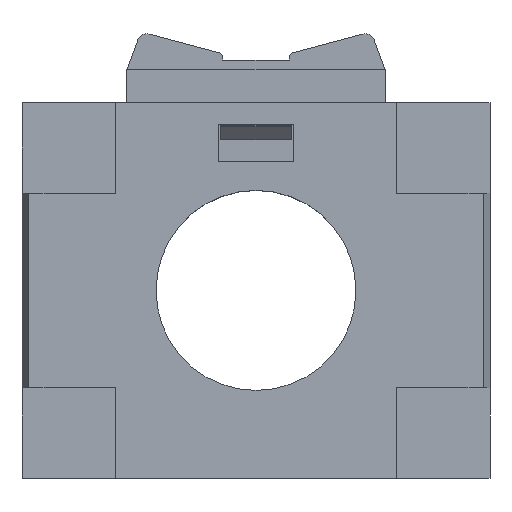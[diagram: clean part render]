
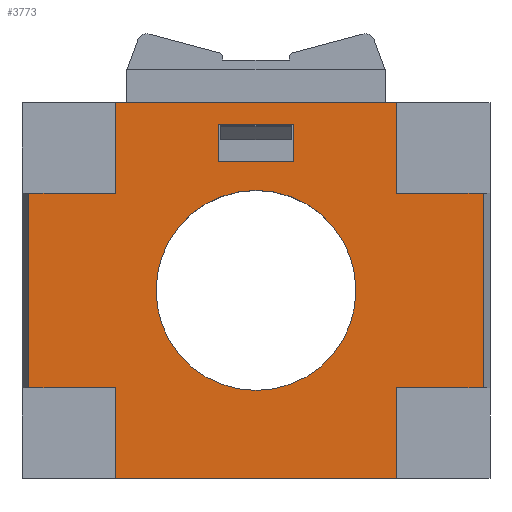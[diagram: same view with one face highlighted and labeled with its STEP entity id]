
A CAD part, top view. The second image highlights one B-rep face of the part: STEP entity #3773.
In plain terms, the highlighted planar face has unit normal (0, 0, 1).
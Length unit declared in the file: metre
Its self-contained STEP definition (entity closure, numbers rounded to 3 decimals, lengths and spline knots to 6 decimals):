
#343=DIRECTION('',(1.,0.,0.));
#344=VECTOR('',#343,0.009172);
#345=CARTESIAN_POINT('',(0.01485,-0.0103,0.));
#346=LINE('',#345,#344);
#347=DIRECTION('',(0.,1.,0.));
#348=VECTOR('',#347,0.00955);
#349=CARTESIAN_POINT('',(0.01485,-0.01985,0.));
#350=LINE('',#349,#348);
#351=DIRECTION('',(1.,0.,0.));
#352=VECTOR('',#351,0.0297);
#353=CARTESIAN_POINT('',(-0.01485,-0.01985,0.));
#354=LINE('',#353,#352);
#355=DIRECTION('',(0.,-1.,0.));
#356=VECTOR('',#355,0.00955);
#357=CARTESIAN_POINT('',(-0.01485,-0.0103,0.));
#358=LINE('',#357,#356);
#359=DIRECTION('',(1.,0.,0.));
#360=VECTOR('',#359,0.009172);
#361=CARTESIAN_POINT('',(-0.024022,-0.0103,0.));
#362=LINE('',#361,#360);
#363=DIRECTION('',(0.,-1.,0.));
#364=VECTOR('',#363,0.0206);
#365=CARTESIAN_POINT('',(-0.024022,0.0103,0.));
#366=LINE('',#365,#364);
#367=DIRECTION('',(-1.,0.,0.));
#368=VECTOR('',#367,0.009172);
#369=CARTESIAN_POINT('',(-0.01485,0.0103,0.));
#370=LINE('',#369,#368);
#371=DIRECTION('',(0.,-1.,0.));
#372=VECTOR('',#371,0.00955);
#373=CARTESIAN_POINT('',(-0.01485,0.01985,0.));
#374=LINE('',#373,#372);
#375=DIRECTION('',(-1.,0.,0.));
#376=VECTOR('',#375,0.0297);
#377=CARTESIAN_POINT('',(0.01485,0.01985,0.));
#378=LINE('',#377,#376);
#379=DIRECTION('',(0.,1.,0.));
#380=VECTOR('',#379,0.00955);
#381=CARTESIAN_POINT('',(0.01485,0.0103,0.));
#382=LINE('',#381,#380);
#383=DIRECTION('',(-1.,0.,0.));
#384=VECTOR('',#383,0.009172);
#385=CARTESIAN_POINT('',(0.024022,0.0103,0.));
#386=LINE('',#385,#384);
#387=DIRECTION('',(0.,1.,0.));
#388=VECTOR('',#387,0.0206);
#389=CARTESIAN_POINT('',(0.024022,-0.0103,0.));
#390=LINE('',#389,#388);
#391=DIRECTION('',(0.,-1.,0.));
#392=VECTOR('',#391,0.0036);
#393=CARTESIAN_POINT('',(0.004,0.0174,0.));
#394=LINE('',#393,#392);
#395=CARTESIAN_POINT('',(0.0038,0.0174,0.));
#396=DIRECTION('',(0.,0.,-1.));
#397=DIRECTION('',(0.,1.,0.));
#398=AXIS2_PLACEMENT_3D('',#395,#396,#397);
#400=DIRECTION('',(1.,0.,0.));
#401=VECTOR('',#400,0.0076);
#402=CARTESIAN_POINT('',(-0.0038,0.0176,0.));
#403=LINE('',#402,#401);
#404=CARTESIAN_POINT('',(-0.0038,0.0174,0.));
#405=DIRECTION('',(0.,0.,-1.));
#406=DIRECTION('',(-1.,0.,0.));
#407=AXIS2_PLACEMENT_3D('',#404,#405,#406);
#409=DIRECTION('',(0.,1.,0.));
#410=VECTOR('',#409,0.0036);
#411=CARTESIAN_POINT('',(-0.004,0.0138,0.));
#412=LINE('',#411,#410);
#413=CARTESIAN_POINT('',(-0.0038,0.0138,0.));
#414=DIRECTION('',(0.,0.,-1.));
#415=DIRECTION('',(0.,-1.,0.));
#416=AXIS2_PLACEMENT_3D('',#413,#414,#415);
#418=DIRECTION('',(-1.,0.,0.));
#419=VECTOR('',#418,0.0076);
#420=CARTESIAN_POINT('',(0.0038,0.0136,0.));
#421=LINE('',#420,#419);
#422=CARTESIAN_POINT('',(0.0038,0.0138,0.));
#423=DIRECTION('',(0.,0.,-1.));
#424=DIRECTION('',(1.,0.,0.));
#425=AXIS2_PLACEMENT_3D('',#422,#423,#424);
#427=CARTESIAN_POINT('',(0.,0.,0.));
#428=DIRECTION('',(0.,0.,-1.));
#429=DIRECTION('',(1.,0.,0.));
#430=AXIS2_PLACEMENT_3D('',#427,#428,#429);
#432=CARTESIAN_POINT('',(0.,0.,0.));
#433=DIRECTION('',(0.,0.,-1.));
#434=DIRECTION('',(-1.,0.,0.));
#435=AXIS2_PLACEMENT_3D('',#432,#433,#434);
#3010=CARTESIAN_POINT('',(0.004,0.0174,0.));
#3011=CARTESIAN_POINT('',(0.004,0.0138,0.));
#3012=VERTEX_POINT('',#3010);
#3013=VERTEX_POINT('',#3011);
#3022=CARTESIAN_POINT('',(0.0038,0.0136,0.));
#3023=CARTESIAN_POINT('',(-0.0038,0.0136,0.));
#3024=VERTEX_POINT('',#3022);
#3025=VERTEX_POINT('',#3023);
#3038=CARTESIAN_POINT('',(-0.0038,0.0176,0.));
#3039=CARTESIAN_POINT('',(0.0038,0.0176,0.));
#3040=VERTEX_POINT('',#3038);
#3041=VERTEX_POINT('',#3039);
#3042=CARTESIAN_POINT('',(-0.004,0.0138,0.));
#3043=CARTESIAN_POINT('',(-0.004,0.0174,0.));
#3044=VERTEX_POINT('',#3042);
#3045=VERTEX_POINT('',#3043);
#3454=CARTESIAN_POINT('',(-0.024022,0.0103,0.));
#3455=CARTESIAN_POINT('',(-0.024022,-0.0103,0.));
#3456=VERTEX_POINT('',#3454);
#3457=VERTEX_POINT('',#3455);
#3458=CARTESIAN_POINT('',(0.024022,-0.0103,0.));
#3459=CARTESIAN_POINT('',(0.024022,0.0103,0.));
#3460=VERTEX_POINT('',#3458);
#3461=VERTEX_POINT('',#3459);
#3476=CARTESIAN_POINT('',(-0.01485,-0.0103,0.));
#3477=VERTEX_POINT('',#3476);
#3562=CARTESIAN_POINT('',(0.01485,0.0103,0.));
#3563=VERTEX_POINT('',#3562);
#3564=CARTESIAN_POINT('',(0.01485,0.01985,0.));
#3565=VERTEX_POINT('',#3564);
#3566=CARTESIAN_POINT('',(0.01485,-0.0103,0.));
#3568=VERTEX_POINT('',#3566);
#3570=CARTESIAN_POINT('',(-0.01485,0.01985,0.));
#3571=VERTEX_POINT('',#3570);
#3574=CARTESIAN_POINT('',(-0.01485,0.0103,0.));
#3575=VERTEX_POINT('',#3574);
#3578=CARTESIAN_POINT('',(-0.01485,-0.01985,0.));
#3579=VERTEX_POINT('',#3578);
#3580=CARTESIAN_POINT('',(0.01485,-0.01985,0.));
#3581=VERTEX_POINT('',#3580);
#3711=CARTESIAN_POINT('',(0.010575,0.,0.));
#3713=VERTEX_POINT('',#3711);
#3715=CARTESIAN_POINT('',(-0.010575,0.,0.));
#3717=VERTEX_POINT('',#3715);
#3718=CARTESIAN_POINT('',(-0.02475,-0.0103,0.));
#3719=DIRECTION('',(0.,0.,1.));
#3720=DIRECTION('',(1.,0.,0.));
#3721=AXIS2_PLACEMENT_3D('',#3718,#3719,#3720);
#3722=PLANE('',#3721);
#3724=ORIENTED_EDGE('',*,*,#3723,.F.);
#3726=ORIENTED_EDGE('',*,*,#3725,.F.);
#3728=ORIENTED_EDGE('',*,*,#3727,.F.);
#3730=ORIENTED_EDGE('',*,*,#3729,.F.);
#3732=ORIENTED_EDGE('',*,*,#3731,.F.);
#3734=ORIENTED_EDGE('',*,*,#3733,.F.);
#3736=ORIENTED_EDGE('',*,*,#3735,.F.);
#3738=ORIENTED_EDGE('',*,*,#3737,.F.);
#3740=ORIENTED_EDGE('',*,*,#3739,.F.);
#3742=ORIENTED_EDGE('',*,*,#3741,.F.);
#3744=ORIENTED_EDGE('',*,*,#3743,.F.);
#3746=ORIENTED_EDGE('',*,*,#3745,.F.);
#3747=EDGE_LOOP('',(#3724,#3726,#3728,#3730,#3732,#3734,#3736,#3738,#3740,#3742,
#3744,#3746));
#3748=FACE_OUTER_BOUND('',#3747,.F.);
#3750=ORIENTED_EDGE('',*,*,#3749,.F.);
#3752=ORIENTED_EDGE('',*,*,#3751,.F.);
#3754=ORIENTED_EDGE('',*,*,#3753,.F.);
#3756=ORIENTED_EDGE('',*,*,#3755,.F.);
#3758=ORIENTED_EDGE('',*,*,#3757,.F.);
#3760=ORIENTED_EDGE('',*,*,#3759,.F.);
#3762=ORIENTED_EDGE('',*,*,#3761,.F.);
#3764=ORIENTED_EDGE('',*,*,#3763,.F.);
#3765=EDGE_LOOP('',(#3750,#3752,#3754,#3756,#3758,#3760,#3762,#3764));
#3766=FACE_BOUND('',#3765,.F.);
#3768=ORIENTED_EDGE('',*,*,#3767,.F.);
#3770=ORIENTED_EDGE('',*,*,#3769,.F.);
#3771=EDGE_LOOP('',(#3768,#3770));
#3772=FACE_BOUND('',#3771,.F.);
#399=CIRCLE('',#398,0.0002);
#408=CIRCLE('',#407,0.0002);
#417=CIRCLE('',#416,0.0002);
#426=CIRCLE('',#425,0.0002);
#431=CIRCLE('',#430,0.010575);
#436=CIRCLE('',#435,0.010575);
#3723=EDGE_CURVE('',#3568,#3460,#346,.T.);
#3725=EDGE_CURVE('',#3581,#3568,#350,.T.);
#3727=EDGE_CURVE('',#3579,#3581,#354,.T.);
#3729=EDGE_CURVE('',#3477,#3579,#358,.T.);
#3731=EDGE_CURVE('',#3457,#3477,#362,.T.);
#3733=EDGE_CURVE('',#3456,#3457,#366,.T.);
#3735=EDGE_CURVE('',#3575,#3456,#370,.T.);
#3737=EDGE_CURVE('',#3571,#3575,#374,.T.);
#3739=EDGE_CURVE('',#3565,#3571,#378,.T.);
#3741=EDGE_CURVE('',#3563,#3565,#382,.T.);
#3743=EDGE_CURVE('',#3461,#3563,#386,.T.);
#3745=EDGE_CURVE('',#3460,#3461,#390,.T.);
#3749=EDGE_CURVE('',#3012,#3013,#394,.T.);
#3751=EDGE_CURVE('',#3041,#3012,#399,.T.);
#3753=EDGE_CURVE('',#3040,#3041,#403,.T.);
#3755=EDGE_CURVE('',#3045,#3040,#408,.T.);
#3757=EDGE_CURVE('',#3044,#3045,#412,.T.);
#3759=EDGE_CURVE('',#3025,#3044,#417,.T.);
#3761=EDGE_CURVE('',#3024,#3025,#421,.T.);
#3763=EDGE_CURVE('',#3013,#3024,#426,.T.);
#3767=EDGE_CURVE('',#3713,#3717,#431,.T.);
#3769=EDGE_CURVE('',#3717,#3713,#436,.T.);
#3773=ADVANCED_FACE('',(#3748,#3766,#3772),#3722,.T.);
